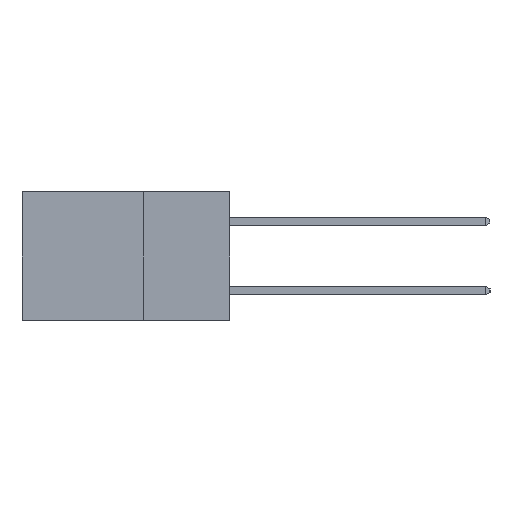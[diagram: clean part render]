
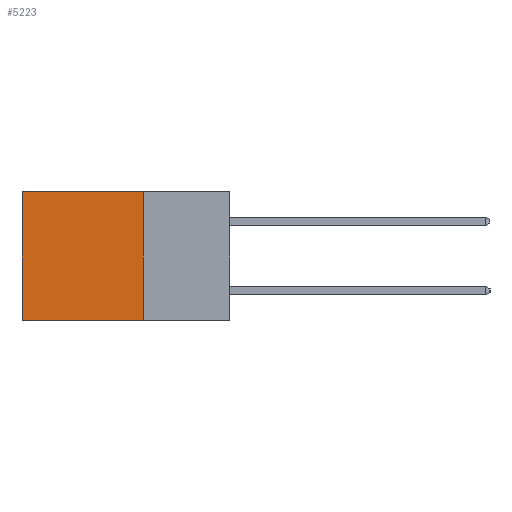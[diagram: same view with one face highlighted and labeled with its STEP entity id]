
A CAD part, left-side view. The second image highlights one B-rep face of the part: STEP entity #5223.
In plain terms, the highlighted planar face has unit normal (-1, 0, 0).
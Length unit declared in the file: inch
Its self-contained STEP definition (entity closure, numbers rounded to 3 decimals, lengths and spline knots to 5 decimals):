
#1262 = ORIENTED_EDGE ( 'NONE', *, *, #3122, .T. ) ;
#2149 = EDGE_CURVE ( 'NONE', #16558, #15483, #7985, .T. ) ;
#2681 = DIRECTION ( 'NONE',  ( 0., 1., 0. ) ) ;
#3122 = EDGE_CURVE ( 'NONE', #8504, #16558, #8973, .T. ) ;
#3884 = PLANE ( 'NONE',  #16127 ) ;
#4082 = VECTOR ( 'NONE', #2681, 39.37008 ) ;
#4141 = CARTESIAN_POINT ( 'NONE',  ( 0.2615, 0.6, 0. ) ) ;
#4686 = CARTESIAN_POINT ( 'NONE',  ( 0.2615, 0.25, 0. ) ) ;
#5223 = ADVANCED_FACE ( 'NONE', ( #8366 ), #3884, .F. ) ;
#5553 = CARTESIAN_POINT ( 'NONE',  ( 0.2615, 0.25, -0.37 ) ) ;
#5619 = LINE ( 'NONE', #8222, #9465 ) ;
#5704 = CARTESIAN_POINT ( 'NONE',  ( 0.2615, 0.25, -0.37 ) ) ;
#7133 = DIRECTION ( 'NONE',  ( 0., 1., 0. ) ) ;
#7324 = EDGE_LOOP ( 'NONE', ( #12441, #17230, #19588, #1262 ) ) ;
#7941 = VECTOR ( 'NONE', #7133, 39.37008 ) ;
#7985 = LINE ( 'NONE', #16569, #20061 ) ;
#8222 = CARTESIAN_POINT ( 'NONE',  ( 0.2615, 0.25, -0.37 ) ) ;
#8366 = FACE_OUTER_BOUND ( 'NONE', #7324, .T. ) ;
#8504 = VERTEX_POINT ( 'NONE', #13983 ) ;
#8973 = LINE ( 'NONE', #4686, #4082 ) ;
#9465 = VECTOR ( 'NONE', #16419, 39.37008 ) ;
#10459 = DIRECTION ( 'NONE',  ( 0., 0., -1. ) ) ;
#12244 = LINE ( 'NONE', #20251, #7941 ) ;
#12441 = ORIENTED_EDGE ( 'NONE', *, *, #2149, .T. ) ;
#12507 = EDGE_CURVE ( 'NONE', #20289, #15483, #12244, .T. ) ;
#13983 = CARTESIAN_POINT ( 'NONE',  ( 0.2615, 0.25, 0. ) ) ;
#15292 = CARTESIAN_POINT ( 'NONE',  ( 0.2615, 0.6, -0.37 ) ) ;
#15483 = VERTEX_POINT ( 'NONE', #15292 ) ;
#16127 = AXIS2_PLACEMENT_3D ( 'NONE', #5553, #20338, #10459 ) ;
#16419 = DIRECTION ( 'NONE',  ( 0., 0., -1. ) ) ;
#16558 = VERTEX_POINT ( 'NONE', #4141 ) ;
#16569 = CARTESIAN_POINT ( 'NONE',  ( 0.2615, 0.6, -0.37 ) ) ;
#16817 = EDGE_CURVE ( 'NONE', #8504, #20289, #5619, .T. ) ;
#16907 = DIRECTION ( 'NONE',  ( 0., 0., -1. ) ) ;
#17230 = ORIENTED_EDGE ( 'NONE', *, *, #12507, .F. ) ;
#19588 = ORIENTED_EDGE ( 'NONE', *, *, #16817, .F. ) ;
#20061 = VECTOR ( 'NONE', #16907, 39.37008 ) ;
#20251 = CARTESIAN_POINT ( 'NONE',  ( 0.2615, 0.25, -0.37 ) ) ;
#20289 = VERTEX_POINT ( 'NONE', #5704 ) ;
#20338 = DIRECTION ( 'NONE',  ( 1., 0., 0. ) ) ;
